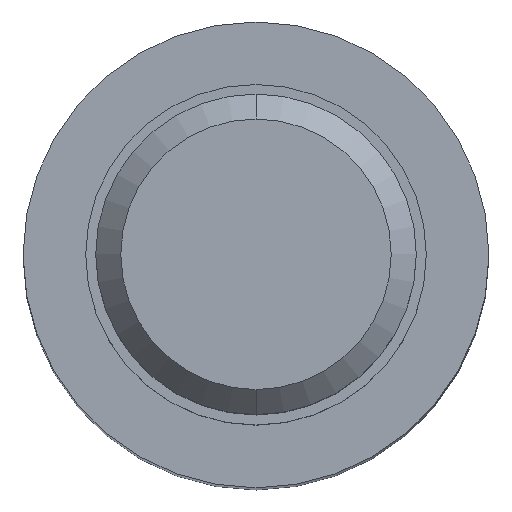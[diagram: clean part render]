
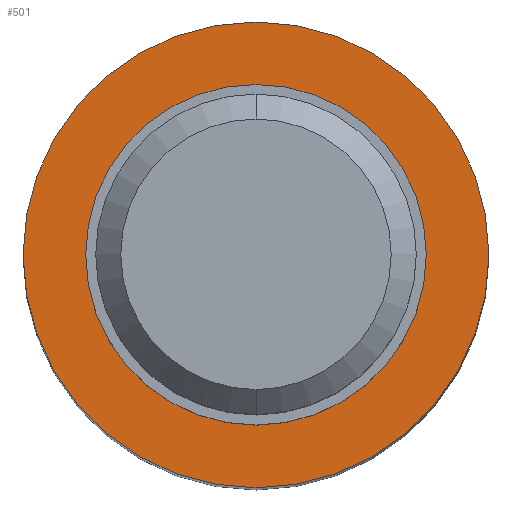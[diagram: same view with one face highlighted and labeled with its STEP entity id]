
A CAD part, top view. The second image highlights one B-rep face of the part: STEP entity #501.
In plain terms, the highlighted face is planar.
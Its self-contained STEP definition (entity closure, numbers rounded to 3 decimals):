
#126=CARTESIAN_POINT('',(0.,0.,0.));
#127=DIRECTION('',(0.,0.,-1.));
#128=DIRECTION('',(0.,1.,0.));
#129=AXIS2_PLACEMENT_3D('',#126,#127,#128);
#134=CARTESIAN_POINT('',(0.,0.,0.));
#135=DIRECTION('',(0.,0.,1.));
#136=DIRECTION('',(0.,1.,0.));
#137=AXIS2_PLACEMENT_3D('',#134,#135,#136);
#142=CARTESIAN_POINT('',(0.,0.,0.));
#143=DIRECTION('',(0.,0.,1.));
#144=DIRECTION('',(0.,1.,0.));
#145=AXIS2_PLACEMENT_3D('',#142,#143,#144);
#157=CARTESIAN_POINT('',(0.,0.,0.));
#158=DIRECTION('',(0.,0.,-1.));
#159=DIRECTION('',(0.,1.,0.));
#160=AXIS2_PLACEMENT_3D('',#157,#158,#159);
#331=CARTESIAN_POINT('',(0.,3.4,0.));
#333=VERTEX_POINT('',#331);
#334=CARTESIAN_POINT('',(0.,4.65,0.));
#336=VERTEX_POINT('',#334);
#357=CARTESIAN_POINT('',(0.,-3.4,0.));
#359=VERTEX_POINT('',#357);
#360=CARTESIAN_POINT('',(0.,-4.65,0.));
#362=VERTEX_POINT('',#360);
#486=CARTESIAN_POINT('',(0.,0.,0.));
#487=DIRECTION('',(0.,0.,1.));
#488=DIRECTION('',(0.,1.,0.));
#489=AXIS2_PLACEMENT_3D('',#486,#487,#488);
#490=PLANE('',#489);
#492=ORIENTED_EDGE('',*,*,#491,.T.);
#494=ORIENTED_EDGE('',*,*,#493,.F.);
#495=EDGE_LOOP('',(#492,#494));
#496=FACE_OUTER_BOUND('',#495,.F.);
#497=ORIENTED_EDGE('',*,*,#481,.T.);
#498=ORIENTED_EDGE('',*,*,#465,.F.);
#499=EDGE_LOOP('',(#497,#498));
#500=FACE_BOUND('',#499,.F.);
#501=ADVANCED_FACE('',(#496,#500),#490,.F.);
#130=CIRCLE('',#129,3.4);
#138=CIRCLE('',#137,3.4);
#146=CIRCLE('',#145,4.65);
#161=CIRCLE('',#160,4.65);
#465=EDGE_CURVE('',#333,#359,#138,.T.);
#481=EDGE_CURVE('',#333,#359,#130,.T.);
#491=EDGE_CURVE('',#336,#362,#146,.T.);
#493=EDGE_CURVE('',#336,#362,#161,.T.);
